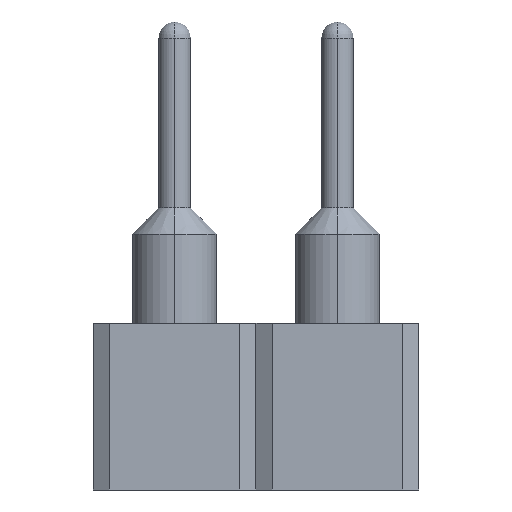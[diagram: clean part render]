
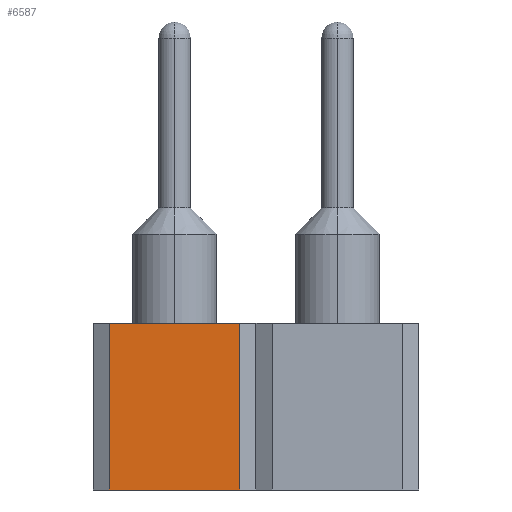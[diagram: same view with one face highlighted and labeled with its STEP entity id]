
A CAD part, left-side view. The second image highlights one B-rep face of the part: STEP entity #6587.
In plain terms, the highlighted planar face has unit normal (-1, 0, 0).
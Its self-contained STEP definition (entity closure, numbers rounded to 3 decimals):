
#219 = EDGE_LOOP ( 'NONE', ( #18901, #19667, #2581, #10903 ) ) ;
#589 = VERTEX_POINT ( 'NONE', #34635 ) ;
#1613 = LINE ( 'NONE', #17545, #5434 ) ;
#2581 = ORIENTED_EDGE ( 'NONE', *, *, #4945, .T. ) ;
#3118 = CARTESIAN_POINT ( 'NONE',  ( -29.21, 0., 0. ) ) ;
#3991 = VERTEX_POINT ( 'NONE', #30454 ) ;
#4733 = CARTESIAN_POINT ( 'NONE',  ( -29.21, -1.02, 0. ) ) ;
#4945 = EDGE_CURVE ( 'NONE', #589, #16858, #1613, .T. ) ;
#5434 = VECTOR ( 'NONE', #7391, 1000. ) ;
#5691 = CARTESIAN_POINT ( 'NONE',  ( -29.21, 0., 0. ) ) ;
#6587 = ADVANCED_FACE ( 'NONE', ( #34887 ), #22084, .F. ) ;
#7391 = DIRECTION ( 'NONE',  ( 0., 0., -1. ) ) ;
#9890 = VERTEX_POINT ( 'NONE', #22325 ) ;
#10903 = ORIENTED_EDGE ( 'NONE', *, *, #30381, .F. ) ;
#11519 = DIRECTION ( 'NONE',  ( 1., 0., 0. ) ) ;
#12896 = AXIS2_PLACEMENT_3D ( 'NONE', #5691, #11519, #18000 ) ;
#15630 = LINE ( 'NONE', #3118, #23978 ) ;
#16384 = EDGE_CURVE ( 'NONE', #3991, #589, #15630, .T. ) ;
#16858 = VERTEX_POINT ( 'NONE', #22889 ) ;
#17545 = CARTESIAN_POINT ( 'NONE',  ( -29.21, 1.02, 0. ) ) ;
#18000 = DIRECTION ( 'NONE',  ( 0., 1., 0. ) ) ;
#18645 = DIRECTION ( 'NONE',  ( 0., 1., 0. ) ) ;
#18901 = ORIENTED_EDGE ( 'NONE', *, *, #20901, .F. ) ;
#19667 = ORIENTED_EDGE ( 'NONE', *, *, #16384, .T. ) ;
#20692 = DIRECTION ( 'NONE',  ( 0., 0., -1. ) ) ;
#20901 = EDGE_CURVE ( 'NONE', #3991, #9890, #21331, .T. ) ;
#21331 = LINE ( 'NONE', #4733, #21835 ) ;
#21835 = VECTOR ( 'NONE', #20692, 1000. ) ;
#21879 = LINE ( 'NONE', #25144, #28479 ) ;
#22084 = PLANE ( 'NONE',  #12896 ) ;
#22325 = CARTESIAN_POINT ( 'NONE',  ( -29.21, -1.02, -2.6 ) ) ;
#22889 = CARTESIAN_POINT ( 'NONE',  ( -29.21, 1.02, -2.6 ) ) ;
#23978 = VECTOR ( 'NONE', #35772, 1000. ) ;
#25144 = CARTESIAN_POINT ( 'NONE',  ( -29.21, 0., -2.6 ) ) ;
#28479 = VECTOR ( 'NONE', #18645, 1000. ) ;
#30381 = EDGE_CURVE ( 'NONE', #9890, #16858, #21879, .T. ) ;
#30454 = CARTESIAN_POINT ( 'NONE',  ( -29.21, -1.02, 0. ) ) ;
#34635 = CARTESIAN_POINT ( 'NONE',  ( -29.21, 1.02, 0. ) ) ;
#34887 = FACE_OUTER_BOUND ( 'NONE', #219, .T. ) ;
#35772 = DIRECTION ( 'NONE',  ( 0., 1., 0. ) ) ;
